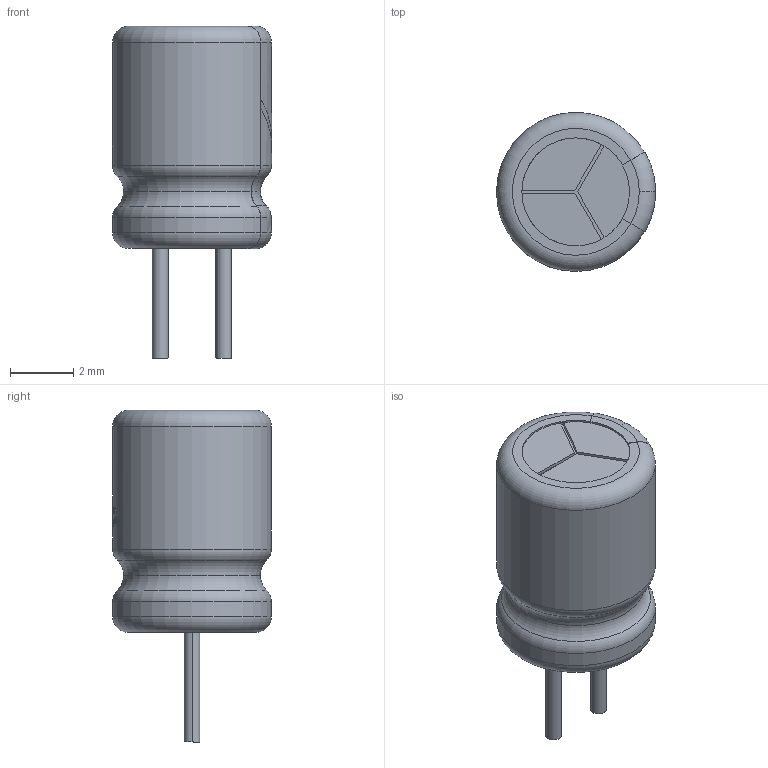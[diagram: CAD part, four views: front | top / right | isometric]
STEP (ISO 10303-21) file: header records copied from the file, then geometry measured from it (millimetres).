
FILE_DESCRIPTION (( 'STEP AP214' ), '1' );
FILE_NAME ('CAP-TH_D5.0¡ÁH7.0¡ÁP2.0.step', '2022-07-01T07:37:10', ( '' ), ( '' ), 'SwSTEP 2.0', 'SolidWorks 2020', '' );
FILE_SCHEMA (( 'AUTOMOTIVE_DESIGN' ));
Length unit declared in the file: millimetre
Products named in the file (1): CAP-TH_D5.0¡ÁH7.0¡ÁP2.0
Bounding box: 5.01 x 5 x 10.46 mm (x, y, z)
Volume: 132 mm3; surface area: 156.6 mm2
Topology: 1 solids, 1 shells, 302 faces, 818 edges, 539 vertices
Faces by surface type: plane 129, bspline 98, cylinder 49, torus 26
Entity records: 14523 total; most frequent: CARTESIAN_POINT 5012, ORIENTED_EDGE 1636, DIRECTION 895, EDGE_CURVE 818, VERTEX_POINT 539, EDGE_LOOP 323, AXIS2_PLACEMENT_3D 306, FACE_OUTER_BOUND 302
